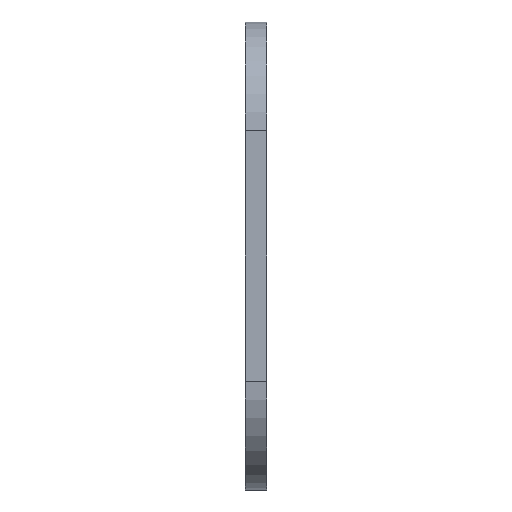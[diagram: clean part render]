
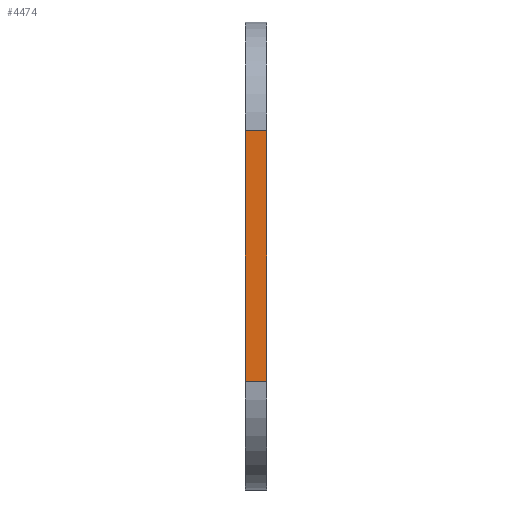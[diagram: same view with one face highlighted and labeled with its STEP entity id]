
A CAD part, left-side view. The second image highlights one B-rep face of the part: STEP entity #4474.
In plain terms, the highlighted planar face has unit normal (-1, 0, 0).
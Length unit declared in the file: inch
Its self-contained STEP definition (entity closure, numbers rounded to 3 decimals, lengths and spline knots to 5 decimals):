
#122 = EDGE_LOOP ( 'NONE', ( #733, #732, #731, #730 ) ) ;
#730 = ORIENTED_EDGE ( 'NONE', *, *, #4587, .T. ) ;
#731 = ORIENTED_EDGE ( 'NONE', *, *, #3038, .F. ) ;
#732 = ORIENTED_EDGE ( 'NONE', *, *, #4588, .F. ) ;
#733 = ORIENTED_EDGE ( 'NONE', *, *, #4526, .T. ) ;
#1353 = CARTESIAN_POINT ( 'NONE',  ( -1.67916, 0.1, 0.56182 ) ) ;
#1356 = FACE_OUTER_BOUND ( 'NONE', #122, .T. ) ;
#1357 = PLANE ( 'NONE',  #4328 ) ;
#1359 = DIRECTION ( 'NONE',  ( 1., 0., 0. ) ) ;
#1360 = DIRECTION ( 'NONE',  ( 0., 0., -1. ) ) ;
#1579 = CARTESIAN_POINT ( 'NONE',  ( -1.67916, 0., -0.58818 ) ) ;
#2009 = VERTEX_POINT ( 'NONE', #2201 ) ;
#2095 = VERTEX_POINT ( 'NONE', #2252 ) ;
#2096 = VERTEX_POINT ( 'NONE', #2251 ) ;
#2201 = CARTESIAN_POINT ( 'NONE',  ( -1.67916, 0., 0.56182 ) ) ;
#2251 = CARTESIAN_POINT ( 'NONE',  ( -1.67916, 0.1, -0.58818 ) ) ;
#2252 = CARTESIAN_POINT ( 'NONE',  ( -1.67916, 0.1, 0.56182 ) ) ;
#2394 = LINE ( 'NONE', #2395, #3260 ) ;
#2395 = CARTESIAN_POINT ( 'NONE',  ( -1.67916, 0.1, -0.58818 ) ) ;
#2396 = DIRECTION ( 'NONE',  ( 0., -1., 0. ) ) ;
#2397 = LINE ( 'NONE', #2398, #3261 ) ;
#2398 = CARTESIAN_POINT ( 'NONE',  ( -1.67916, 0.1, 0.56182 ) ) ;
#2399 = DIRECTION ( 'NONE',  ( 0., -1., 0. ) ) ;
#2838 = LINE ( 'NONE', #2855, #7877 ) ;
#2855 = CARTESIAN_POINT ( 'NONE',  ( -1.67916, 0.1, 0.56182 ) ) ;
#2866 = DIRECTION ( 'NONE',  ( 0., 0., 1. ) ) ;
#3038 = EDGE_CURVE ( 'NONE', #2096, #2095, #2838, .T. ) ;
#3260 = VECTOR ( 'NONE', #2396, 39.37008 ) ;
#3261 = VECTOR ( 'NONE', #2399, 39.37008 ) ;
#4328 = AXIS2_PLACEMENT_3D ( 'NONE', #1353, #1359, #1360 ) ;
#4402 = VECTOR ( 'NONE', #6692, 39.37008 ) ;
#4474 = ADVANCED_FACE ( 'NONE', ( #1356 ), #1357, .F. ) ;
#4526 = EDGE_CURVE ( 'NONE', #4849, #2009, #6687, .T. ) ;
#4587 = EDGE_CURVE ( 'NONE', #2096, #4849, #2394, .T. ) ;
#4588 = EDGE_CURVE ( 'NONE', #2095, #2009, #2397, .T. ) ;
#4849 = VERTEX_POINT ( 'NONE', #1579 ) ;
#6685 = CARTESIAN_POINT ( 'NONE',  ( -1.67916, 0., 0.56182 ) ) ;
#6687 = LINE ( 'NONE', #6685, #4402 ) ;
#6692 = DIRECTION ( 'NONE',  ( 0., 0., 1. ) ) ;
#7877 = VECTOR ( 'NONE', #2866, 39.37008 ) ;
